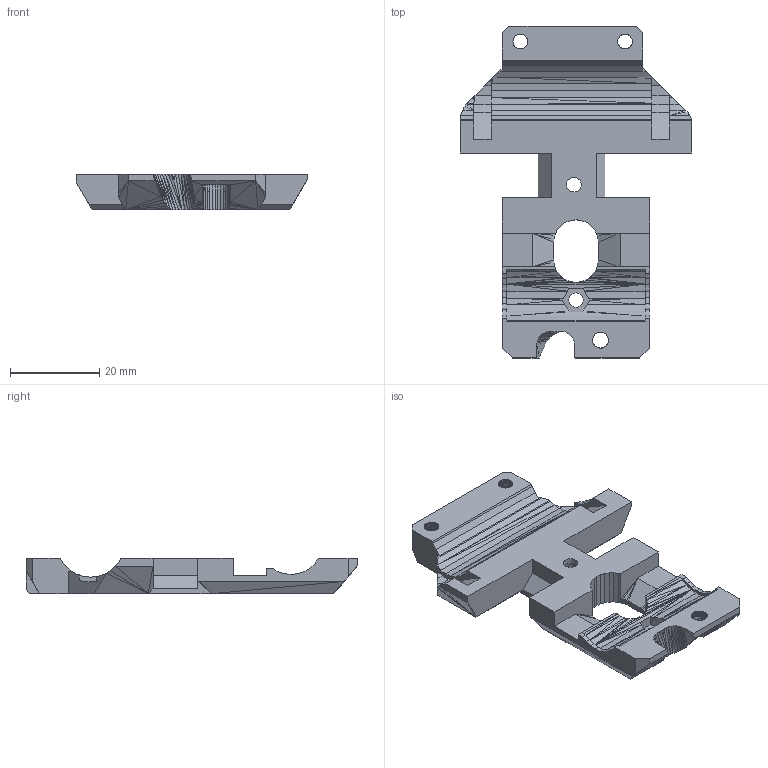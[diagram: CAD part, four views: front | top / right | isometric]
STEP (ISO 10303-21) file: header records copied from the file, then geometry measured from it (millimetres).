
FILE_DESCRIPTION(/* description */ (''),/* implementation_level */ '2;1');
FILE_NAME(/* name */ 'X Carriage Back Bear.step',/* time_stamp */ '2019-11-23T00:37:24+01:00',/* author */ (''),/* organization */ (''),/* preprocessor_version */ 'ST-DEVELOPER v18',/* originating_system */ 'Autodesk Translation Framework v8.12.0.6',/* authorisation */ '');
FILE_SCHEMA (('AUTOMOTIVE_DESIGN { 1 0 10303 214 3 1 1 }'));
Length unit declared in the file: millimetre
Products named in the file (1): x-carriage-back
Bounding box: 52 x 74.5 x 8 mm (x, y, z)
Volume: 12787.7 mm3; surface area: 8080.9 mm2
Topology: 1 solids, 4 shells, 843 faces, 2005 edges, 1172 vertices
Faces by surface type: plane 841, cylinder 2
Full cylindrical faces by diameter (mm): 3.3 x1, 6.2 x1
Entity records: 23209 total; most frequent: CARTESIAN_POINT 4021, ORIENTED_EDGE 4010, DIRECTION 3704, EDGE_CURVE 2005, LINE 1994, VECTOR 1994, VERTEX_POINT 1172, EDGE_LOOP 857
